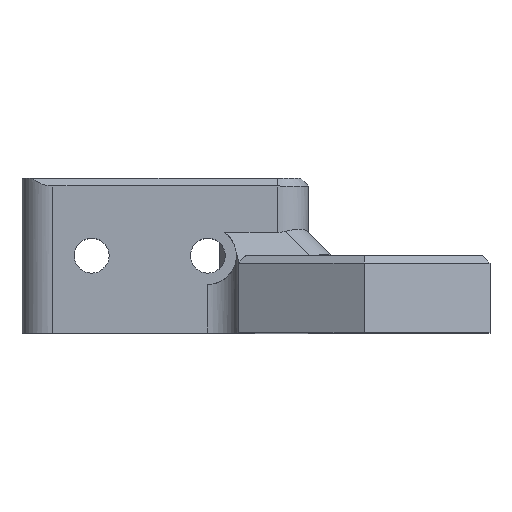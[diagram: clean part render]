
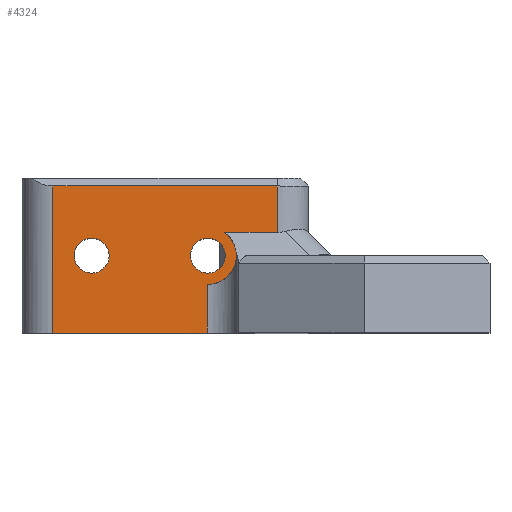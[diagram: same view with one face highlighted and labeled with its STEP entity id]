
A CAD part, top view. The second image highlights one B-rep face of the part: STEP entity #4324.
In plain terms, the highlighted planar face has unit normal (0, 0, 1).
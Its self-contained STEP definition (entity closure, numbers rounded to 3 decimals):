
#4 = AXIS2_PLACEMENT_3D ( 'NONE', #2564, #1398, #2978 ) ;
#95 = VERTEX_POINT ( 'NONE', #2198 ) ;
#114 = CARTESIAN_POINT ( 'NONE',  ( 34., 0., 7. ) ) ;
#156 = VECTOR ( 'NONE', #2317, 1000. ) ;
#203 = ORIENTED_EDGE ( 'NONE', *, *, #4271, .F. ) ;
#238 = CARTESIAN_POINT ( 'NONE',  ( 54., 10., 7. ) ) ;
#244 = VECTOR ( 'NONE', #4423, 1000. ) ;
#297 = CARTESIAN_POINT ( 'NONE',  ( 53.95, 0., 7. ) ) ;
#375 = CARTESIAN_POINT ( 'NONE',  ( 36.75, 10., 7. ) ) ;
#437 = EDGE_LOOP ( 'NONE', ( #1090, #566 ) ) ;
#501 = DIRECTION ( 'NONE',  ( 0., 0., -1. ) ) ;
#519 = CARTESIAN_POINT ( 'NONE',  ( 53.95, 0., 7. ) ) ;
#557 = DIRECTION ( 'NONE',  ( 0., 0., -1. ) ) ;
#566 = ORIENTED_EDGE ( 'NONE', *, *, #4109, .T. ) ;
#584 = CIRCLE ( 'NONE', #5067, 2.25 ) ;
#672 = ORIENTED_EDGE ( 'NONE', *, *, #2299, .F. ) ;
#725 = ORIENTED_EDGE ( 'NONE', *, *, #2167, .F. ) ;
#813 = DIRECTION ( 'NONE',  ( -1., 0., 0. ) ) ;
#904 = AXIS2_PLACEMENT_3D ( 'NONE', #1233, #1641, #813 ) ;
#911 = CIRCLE ( 'NONE', #3818, 2.25 ) ;
#917 = CARTESIAN_POINT ( 'NONE',  ( 54., 10., 7. ) ) ;
#952 = CARTESIAN_POINT ( 'NONE',  ( 63., 13., 7. ) ) ;
#970 = DIRECTION ( 'NONE',  ( -1., 0., 0. ) ) ;
#979 = VERTEX_POINT ( 'NONE', #3362 ) ;
#1020 = FACE_BOUND ( 'NONE', #3263, .T. ) ;
#1088 = VECTOR ( 'NONE', #2108, 1000. ) ;
#1089 = ORIENTED_EDGE ( 'NONE', *, *, #2332, .F. ) ;
#1090 = ORIENTED_EDGE ( 'NONE', *, *, #2095, .T. ) ;
#1179 = LINE ( 'NONE', #3514, #156 ) ;
#1233 = CARTESIAN_POINT ( 'NONE',  ( 54., 10., 7. ) ) ;
#1234 = DIRECTION ( 'NONE',  ( -1., 0., 0. ) ) ;
#1288 = VERTEX_POINT ( 'NONE', #2589 ) ;
#1398 = DIRECTION ( 'NONE',  ( 0., 0., -1. ) ) ;
#1429 = ORIENTED_EDGE ( 'NONE', *, *, #2735, .F. ) ;
#1619 = DIRECTION ( 'NONE',  ( 0., 0., -1. ) ) ;
#1641 = DIRECTION ( 'NONE',  ( 0., 0., -1. ) ) ;
#1757 = VERTEX_POINT ( 'NONE', #375 ) ;
#1782 = VERTEX_POINT ( 'NONE', #3597 ) ;
#1788 = VERTEX_POINT ( 'NONE', #114 ) ;
#1795 = EDGE_CURVE ( 'NONE', #95, #979, #3817, .T. ) ;
#1828 = FACE_OUTER_BOUND ( 'NONE', #4026, .T. ) ;
#1915 = VERTEX_POINT ( 'NONE', #3212 ) ;
#1921 = VERTEX_POINT ( 'NONE', #2897 ) ;
#1983 = CARTESIAN_POINT ( 'NONE',  ( 56.166, 13., 7. ) ) ;
#2015 = VERTEX_POINT ( 'NONE', #952 ) ;
#2030 = CARTESIAN_POINT ( 'NONE',  ( 57.95, 0., 7. ) ) ;
#2082 = CARTESIAN_POINT ( 'NONE',  ( 57.95, 19., 7. ) ) ;
#2095 = EDGE_CURVE ( 'NONE', #1757, #1782, #3302, .T. ) ;
#2108 = DIRECTION ( 'NONE',  ( -1., 0., 0. ) ) ;
#2134 = PLANE ( 'NONE',  #2743 ) ;
#2167 = EDGE_CURVE ( 'NONE', #4620, #2015, #3174, .T. ) ;
#2198 = CARTESIAN_POINT ( 'NONE',  ( 57.7, 10., 7. ) ) ;
#2227 = ORIENTED_EDGE ( 'NONE', *, *, #1795, .F. ) ;
#2274 = LINE ( 'NONE', #297, #2740 ) ;
#2299 = EDGE_CURVE ( 'NONE', #2951, #1788, #2370, .T. ) ;
#2317 = DIRECTION ( 'NONE',  ( 0., 1., 0. ) ) ;
#2332 = EDGE_CURVE ( 'NONE', #4067, #95, #3147, .T. ) ;
#2370 = LINE ( 'NONE', #2030, #244 ) ;
#2394 = VECTOR ( 'NONE', #4736, 1000. ) ;
#2479 = AXIS2_PLACEMENT_3D ( 'NONE', #4115, #557, #970 ) ;
#2499 = DIRECTION ( 'NONE',  ( 0., 0., -1. ) ) ;
#2550 = LINE ( 'NONE', #3772, #1088 ) ;
#2564 = CARTESIAN_POINT ( 'NONE',  ( 39., 10., 7. ) ) ;
#2589 = CARTESIAN_POINT ( 'NONE',  ( 51.75, 10., 7. ) ) ;
#2735 = EDGE_CURVE ( 'NONE', #1788, #1921, #1179, .T. ) ;
#2740 = VECTOR ( 'NONE', #5053, 1000. ) ;
#2743 = AXIS2_PLACEMENT_3D ( 'NONE', #4918, #2499, #4545 ) ;
#2786 = DIRECTION ( 'NONE',  ( -1., 0., 0. ) ) ;
#2884 = CARTESIAN_POINT ( 'NONE',  ( 39., 10., 7. ) ) ;
#2897 = CARTESIAN_POINT ( 'NONE',  ( 34., 19., 7. ) ) ;
#2951 = VERTEX_POINT ( 'NONE', #519 ) ;
#2978 = DIRECTION ( 'NONE',  ( -1., 0., 0. ) ) ;
#3147 = CIRCLE ( 'NONE', #904, 3.7 ) ;
#3174 = LINE ( 'NONE', #4348, #2394 ) ;
#3212 = CARTESIAN_POINT ( 'NONE',  ( 56.25, 10., 7. ) ) ;
#3263 = EDGE_LOOP ( 'NONE', ( #4595, #4147 ) ) ;
#3302 = CIRCLE ( 'NONE', #4, 2.25 ) ;
#3362 = CARTESIAN_POINT ( 'NONE',  ( 53.95, 6.3, 7. ) ) ;
#3414 = DIRECTION ( 'NONE',  ( -1., 0., 0. ) ) ;
#3514 = CARTESIAN_POINT ( 'NONE',  ( 34., 10., 7. ) ) ;
#3597 = CARTESIAN_POINT ( 'NONE',  ( 41.25, 10., 7. ) ) ;
#3647 = VECTOR ( 'NONE', #3668, 1000. ) ;
#3668 = DIRECTION ( 'NONE',  ( 1., 0., 0. ) ) ;
#3695 = FACE_BOUND ( 'NONE', #437, .T. ) ;
#3772 = CARTESIAN_POINT ( 'NONE',  ( 57.95, 13., 7. ) ) ;
#3817 = CIRCLE ( 'NONE', #2479, 3.7 ) ;
#3818 = AXIS2_PLACEMENT_3D ( 'NONE', #2884, #1619, #2786 ) ;
#3857 = EDGE_CURVE ( 'NONE', #979, #2951, #2274, .T. ) ;
#4026 = EDGE_LOOP ( 'NONE', ( #672, #4614, #2227, #1089, #4825, #725, #203, #1429 ) ) ;
#4060 = LINE ( 'NONE', #2082, #3647 ) ;
#4067 = VERTEX_POINT ( 'NONE', #1983 ) ;
#4109 = EDGE_CURVE ( 'NONE', #1782, #1757, #911, .T. ) ;
#4112 = DIRECTION ( 'NONE',  ( 0., 0., -1. ) ) ;
#4115 = CARTESIAN_POINT ( 'NONE',  ( 54., 10., 7. ) ) ;
#4147 = ORIENTED_EDGE ( 'NONE', *, *, #4549, .T. ) ;
#4169 = EDGE_CURVE ( 'NONE', #1288, #1915, #4397, .T. ) ;
#4245 = CARTESIAN_POINT ( 'NONE',  ( 63., 19., 7. ) ) ;
#4271 = EDGE_CURVE ( 'NONE', #1921, #4620, #4060, .T. ) ;
#4298 = EDGE_CURVE ( 'NONE', #2015, #4067, #2550, .T. ) ;
#4324 = ADVANCED_FACE ( 'NONE', ( #1828, #3695, #1020 ), #2134, .F. ) ;
#4348 = CARTESIAN_POINT ( 'NONE',  ( 63., 10., 7. ) ) ;
#4397 = CIRCLE ( 'NONE', #5065, 2.25 ) ;
#4423 = DIRECTION ( 'NONE',  ( -1., 0., 0. ) ) ;
#4545 = DIRECTION ( 'NONE',  ( 1., 0., 0. ) ) ;
#4549 = EDGE_CURVE ( 'NONE', #1915, #1288, #584, .T. ) ;
#4595 = ORIENTED_EDGE ( 'NONE', *, *, #4169, .T. ) ;
#4614 = ORIENTED_EDGE ( 'NONE', *, *, #3857, .F. ) ;
#4620 = VERTEX_POINT ( 'NONE', #4245 ) ;
#4736 = DIRECTION ( 'NONE',  ( 0., -1., 0. ) ) ;
#4825 = ORIENTED_EDGE ( 'NONE', *, *, #4298, .F. ) ;
#4918 = CARTESIAN_POINT ( 'NONE',  ( 57.95, 10., 7. ) ) ;
#5053 = DIRECTION ( 'NONE',  ( 0., -1., 0. ) ) ;
#5065 = AXIS2_PLACEMENT_3D ( 'NONE', #917, #501, #1234 ) ;
#5067 = AXIS2_PLACEMENT_3D ( 'NONE', #238, #4112, #3414 ) ;
